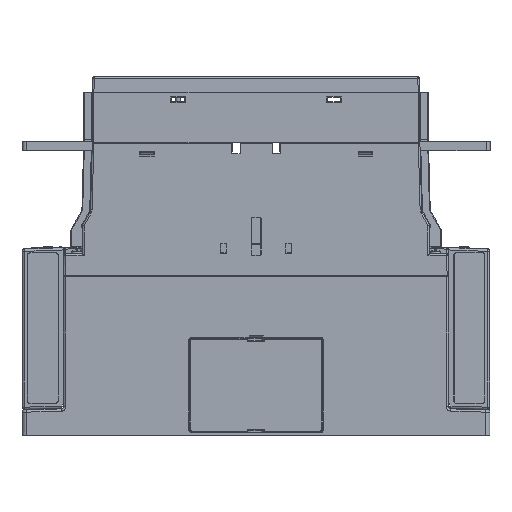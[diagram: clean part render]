
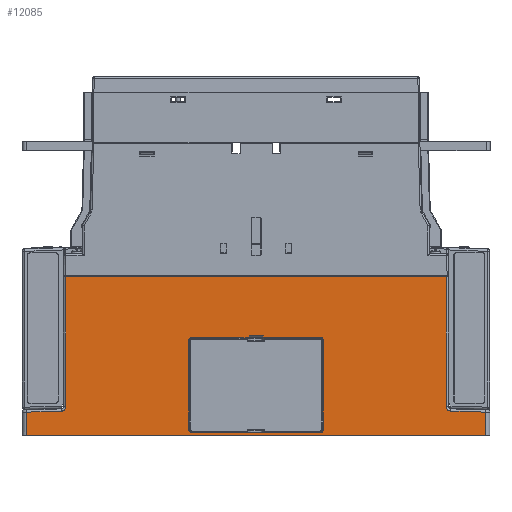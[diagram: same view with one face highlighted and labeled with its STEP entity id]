
A CAD part, front view. The second image highlights one B-rep face of the part: STEP entity #12085.
In plain terms, the highlighted planar face has unit normal (0, -1, 0).
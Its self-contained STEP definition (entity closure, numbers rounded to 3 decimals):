
#2248=ELLIPSE('',#102992,1.5,1.5);
#2249=ELLIPSE('',#102997,1.5,1.5);
#2403=ELLIPSE('',#103275,1.5,1.5);
#2404=ELLIPSE('',#103277,1.5,1.5);
#12085=ADVANCED_FACE('',(#38384,#38385),#14641,.T.);
#14641=PLANE('',#103680);
#22469=LINE('',#167401,#32802);
#22697=LINE('',#168639,#33030);
#22706=LINE('',#168692,#33039);
#22710=LINE('',#168698,#33043);
#22717=LINE('',#168720,#33050);
#22719=LINE('',#168724,#33052);
#22851=LINE('',#169113,#33184);
#22976=LINE('',#169484,#33309);
#22980=LINE('',#169493,#33313);
#22982=LINE('',#169496,#33315);
#22985=LINE('',#169504,#33318);
#22990=LINE('',#169513,#33323);
#22991=LINE('',#169514,#33324);
#22993=LINE('',#169518,#33326);
#22995=LINE('',#169522,#33328);
#23680=LINE('',#172113,#34013);
#32802=VECTOR('',#124470,1.);
#33030=VECTOR('',#125064,1.);
#33039=VECTOR('',#125121,1.);
#33043=VECTOR('',#125129,1.);
#33050=VECTOR('',#125154,1.);
#33052=VECTOR('',#125158,1.);
#33184=VECTOR('',#125384,1.);
#33309=VECTOR('',#125651,1.);
#33313=VECTOR('',#125657,1.);
#33315=VECTOR('',#125661,1.);
#33318=VECTOR('',#125670,1.);
#33323=VECTOR('',#125677,1.);
#33324=VECTOR('',#125678,1.);
#33326=VECTOR('',#125682,1.);
#33328=VECTOR('',#125686,1.);
#34013=VECTOR('',#127727,1.);
#37276=CIRCLE('',#102842,3.);
#37285=CIRCLE('',#102854,3.);
#38384=FACE_BOUND('',#42464,.T.);
#38385=FACE_BOUND('',#42465,.T.);
#42464=EDGE_LOOP('',(#63884,#63885,#63886,#63887,#63888,#63889,#63890,#63891,
#63892,#63893,#63894,#63895));
#42465=EDGE_LOOP('',(#63896,#63897,#63898,#63899,#63900,#63901,#63902,#63903,
#63904,#63905));
#63884=ORIENTED_EDGE('',*,*,#92061,.T.);
#63885=ORIENTED_EDGE('',*,*,#92498,.T.);
#63886=ORIENTED_EDGE('',*,*,#92063,.T.);
#63887=ORIENTED_EDGE('',*,*,#92499,.T.);
#63888=ORIENTED_EDGE('',*,*,#92053,.T.);
#63889=ORIENTED_EDGE('',*,*,#92050,.T.);
#63890=ORIENTED_EDGE('',*,*,#92059,.T.);
#63891=ORIENTED_EDGE('',*,*,#92047,.F.);
#63892=ORIENTED_EDGE('',*,*,#92049,.T.);
#63893=ORIENTED_EDGE('',*,*,#92043,.T.);
#63894=ORIENTED_EDGE('',*,*,#92058,.T.);
#63895=ORIENTED_EDGE('',*,*,#92040,.T.);
#63896=ORIENTED_EDGE('',*,*,#91671,.T.);
#63897=ORIENTED_EDGE('',*,*,#91668,.T.);
#63898=ORIENTED_EDGE('',*,*,#91875,.T.);
#63899=ORIENTED_EDGE('',*,*,#91709,.T.);
#63900=ORIENTED_EDGE('',*,*,#91682,.T.);
#63901=ORIENTED_EDGE('',*,*,#91693,.T.);
#63902=ORIENTED_EDGE('',*,*,#91311,.T.);
#63903=ORIENTED_EDGE('',*,*,#93130,.T.);
#63904=ORIENTED_EDGE('',*,*,#91711,.T.);
#63905=ORIENTED_EDGE('',*,*,#91697,.T.);
#76848=VERTEX_POINT('',#167402);
#76849=VERTEX_POINT('',#167403);
#77142=VERTEX_POINT('',#168611);
#77144=VERTEX_POINT('',#168637);
#77146=VERTEX_POINT('',#168640);
#77148=VERTEX_POINT('',#168646);
#77157=VERTEX_POINT('',#168668);
#77158=VERTEX_POINT('',#168670);
#77171=VERTEX_POINT('',#168718);
#77173=VERTEX_POINT('',#168725);
#77448=VERTEX_POINT('',#169476);
#77449=VERTEX_POINT('',#169478);
#77450=VERTEX_POINT('',#169482);
#77452=VERTEX_POINT('',#169485);
#77453=VERTEX_POINT('',#169489);
#77455=VERTEX_POINT('',#169492);
#77456=VERTEX_POINT('',#169499);
#77457=VERTEX_POINT('',#169500);
#77458=VERTEX_POINT('',#169505);
#77461=VERTEX_POINT('',#169517);
#77462=VERTEX_POINT('',#169521);
#77463=VERTEX_POINT('',#169523);
#91311=EDGE_CURVE('',#76848,#76849,#22469,.T.);
#91668=EDGE_CURVE('',#77146,#77144,#22697,.T.);
#91671=EDGE_CURVE('',#77148,#77146,#37276,.T.);
#91682=EDGE_CURVE('',#77158,#77157,#37285,.T.);
#91693=EDGE_CURVE('',#77157,#76848,#22706,.T.);
#91697=EDGE_CURVE('',#77142,#77148,#22710,.T.);
#91709=EDGE_CURVE('',#77171,#77158,#22717,.T.);
#91711=EDGE_CURVE('',#77173,#77142,#22719,.T.);
#91875=EDGE_CURVE('',#77144,#77171,#22851,.T.);
#92040=EDGE_CURVE('',#77449,#77448,#2248,.T.);
#92043=EDGE_CURVE('',#77452,#77450,#22976,.T.);
#92047=EDGE_CURVE('',#77455,#77453,#22980,.T.);
#92049=EDGE_CURVE('',#77455,#77452,#22982,.T.);
#92050=EDGE_CURVE('',#77456,#77457,#2249,.T.);
#92053=EDGE_CURVE('',#77458,#77456,#22985,.T.);
#92058=EDGE_CURVE('',#77450,#77449,#22990,.T.);
#92059=EDGE_CURVE('',#77457,#77453,#22991,.T.);
#92061=EDGE_CURVE('',#77448,#77461,#22993,.T.);
#92063=EDGE_CURVE('',#77463,#77462,#22995,.T.);
#92498=EDGE_CURVE('',#77461,#77463,#2403,.T.);
#92499=EDGE_CURVE('',#77462,#77458,#2404,.T.);
#93130=EDGE_CURVE('',#76849,#77173,#23680,.T.);
#102842=AXIS2_PLACEMENT_3D('',#168645,#125070,#125071);
#102854=AXIS2_PLACEMENT_3D('',#168669,#125096,#125097);
#102992=AXIS2_PLACEMENT_3D('',#169477,#125645,#125646);
#102997=AXIS2_PLACEMENT_3D('',#169498,#125664,#125665);
#103275=AXIS2_PLACEMENT_3D('',#170742,#126487,#126488);
#103277=AXIS2_PLACEMENT_3D('',#170744,#126491,#126492);
#103680=AXIS2_PLACEMENT_3D('',#172114,#127728,#127729);
#124470=DIRECTION('',(0.,0.,-1.));
#125064=DIRECTION('',(0.,0.,1.));
#125070=DIRECTION('',(0.,1.,0.));
#125071=DIRECTION('',(0.,0.,-1.));
#125096=DIRECTION('',(0.,1.,0.));
#125097=DIRECTION('',(0.,0.,-1.));
#125121=DIRECTION('',(-1.,0.,-0.026));
#125129=DIRECTION('',(-1.,0.,0.026));
#125154=DIRECTION('',(0.,0.,-1.));
#125158=DIRECTION('',(0.,0.,1.));
#125384=DIRECTION('',(-1.,0.,0.));
#125645=DIRECTION('',(0.,1.,0.));
#125646=DIRECTION('',(-0.707,0.,-0.707));
#125651=DIRECTION('',(0.,0.,-1.));
#125657=DIRECTION('',(0.,0.,-1.));
#125661=DIRECTION('',(1.,0.,0.));
#125664=DIRECTION('',(0.,1.,0.));
#125665=DIRECTION('',(-0.707,0.,0.707));
#125670=DIRECTION('',(0.,0.,1.));
#125677=DIRECTION('',(1.,0.,0.));
#125678=DIRECTION('',(1.,0.,0.));
#125682=DIRECTION('',(0.,0.,-1.));
#125686=DIRECTION('',(-1.,0.,0.));
#126487=DIRECTION('',(0.,1.,0.));
#126488=DIRECTION('',(-0.707,0.,0.707));
#126491=DIRECTION('',(0.,1.,0.));
#126492=DIRECTION('',(-0.707,0.,-0.707));
#127727=DIRECTION('',(1.,0.,0.));
#127728=DIRECTION('',(0.,-1.,0.));
#127729=DIRECTION('',(0.,0.,-1.));
#167401=CARTESIAN_POINT('',(-147.,-127.5,0.));
#167402=CARTESIAN_POINT('',(-147.,-127.5,-91.516));
#167403=CARTESIAN_POINT('',(-147.,-127.5,-106.4));
#168611=CARTESIAN_POINT('',(147.,-127.5,-91.516));
#168637=CARTESIAN_POINT('',(122.,-127.5,-4.6));
#168639=CARTESIAN_POINT('',(122.,-127.5,0.));
#168640=CARTESIAN_POINT('',(122.,-127.5,-87.939));
#168645=CARTESIAN_POINT('',(125.,-127.5,-87.939));
#168646=CARTESIAN_POINT('',(124.921,-127.5,-90.938));
#168668=CARTESIAN_POINT('',(-124.921,-127.5,-90.938));
#168669=CARTESIAN_POINT('',(-125.,-127.5,-87.939));
#168670=CARTESIAN_POINT('',(-122.,-127.5,-87.939));
#168692=CARTESIAN_POINT('',(2.294,-127.5,-87.606));
#168698=CARTESIAN_POINT('',(-2.294,-127.5,-87.606));
#168718=CARTESIAN_POINT('',(-122.,-127.5,-4.6));
#168720=CARTESIAN_POINT('',(-122.,-127.5,0.));
#168724=CARTESIAN_POINT('',(147.,-127.5,0.));
#168725=CARTESIAN_POINT('',(147.,-127.5,-106.4));
#169113=CARTESIAN_POINT('',(0.,-127.5,-4.6));
#169476=CARTESIAN_POINT('',(43.089,-127.5,-45.211));
#169477=CARTESIAN_POINT('',(41.589,-127.5,-45.211));
#169478=CARTESIAN_POINT('',(41.589,-127.5,-43.711));
#169482=CARTESIAN_POINT('',(4.5,-127.5,-43.711));
#169484=CARTESIAN_POINT('',(4.5,-127.5,0.));
#169485=CARTESIAN_POINT('',(4.5,-127.5,-42.5));
#169489=CARTESIAN_POINT('',(-4.5,-127.5,-43.711));
#169492=CARTESIAN_POINT('',(-4.5,-127.5,-42.5));
#169493=CARTESIAN_POINT('',(-4.5,-127.5,-63.66));
#169496=CARTESIAN_POINT('',(0.,-127.5,-42.5));
#169498=CARTESIAN_POINT('',(-41.589,-127.5,-45.211));
#169499=CARTESIAN_POINT('',(-43.089,-127.5,-45.211));
#169500=CARTESIAN_POINT('',(-41.589,-127.5,-43.711));
#169504=CARTESIAN_POINT('',(-43.089,-127.5,0.));
#169505=CARTESIAN_POINT('',(-43.089,-127.5,-102.989));
#169513=CARTESIAN_POINT('',(0.,-127.5,-43.711));
#169514=CARTESIAN_POINT('',(0.,-127.5,-43.711));
#169517=CARTESIAN_POINT('',(43.089,-127.5,-102.989));
#169518=CARTESIAN_POINT('',(43.089,-127.5,0.));
#169521=CARTESIAN_POINT('',(-41.589,-127.5,-104.489));
#169522=CARTESIAN_POINT('',(0.,-127.5,-104.489));
#169523=CARTESIAN_POINT('',(41.589,-127.5,-104.489));
#170742=CARTESIAN_POINT('',(41.589,-127.5,-102.989));
#170744=CARTESIAN_POINT('',(-41.589,-127.5,-102.989));
#172113=CARTESIAN_POINT('',(0.,-127.5,-106.4));
#172114=CARTESIAN_POINT('',(0.,-127.5,0.));
